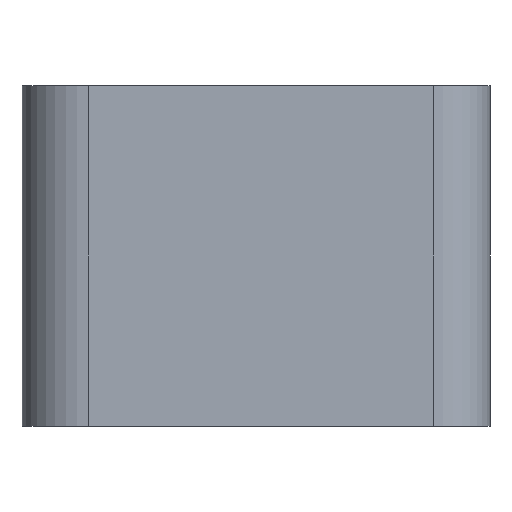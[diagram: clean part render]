
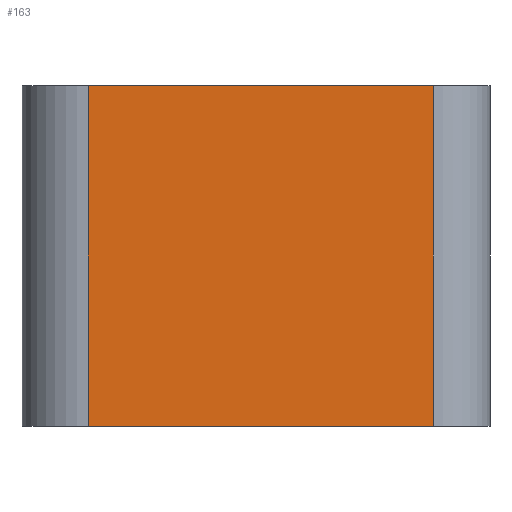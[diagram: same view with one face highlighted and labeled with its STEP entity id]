
A CAD part, front view. The second image highlights one B-rep face of the part: STEP entity #163.
In plain terms, the highlighted planar face has unit normal (0, -1, 0).
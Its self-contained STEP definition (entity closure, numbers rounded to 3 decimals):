
#21 = EDGE_CURVE('',#22,#24,#26,.T.);
#22 = VERTEX_POINT('',#23);
#23 = CARTESIAN_POINT('',(31.974,-136.374,-76.));
#24 = VERTEX_POINT('',#25);
#25 = CARTESIAN_POINT('',(113.062,-136.374,-76.));
#26 = LINE('',#27,#28);
#27 = CARTESIAN_POINT('',(31.974,-136.374,-76.));
#28 = VECTOR('',#29,1.);
#29 = DIRECTION('',(1.,0.,0.));
#163 = ADVANCED_FACE('',(#164),#189,.T.);
#164 = FACE_BOUND('',#165,.T.);
#165 = EDGE_LOOP('',(#166,#167,#175,#183));
#166 = ORIENTED_EDGE('',*,*,#21,.T.);
#167 = ORIENTED_EDGE('',*,*,#168,.F.);
#168 = EDGE_CURVE('',#169,#24,#171,.T.);
#169 = VERTEX_POINT('',#170);
#170 = CARTESIAN_POINT('',(113.062,-136.374,4.));
#171 = LINE('',#172,#173);
#172 = CARTESIAN_POINT('',(113.062,-136.374,0.));
#173 = VECTOR('',#174,1.);
#174 = DIRECTION('',(-0.,-0.,-1.));
#175 = ORIENTED_EDGE('',*,*,#176,.F.);
#176 = EDGE_CURVE('',#177,#169,#179,.T.);
#177 = VERTEX_POINT('',#178);
#178 = CARTESIAN_POINT('',(31.974,-136.374,4.));
#179 = LINE('',#180,#181);
#180 = CARTESIAN_POINT('',(31.974,-136.374,4.));
#181 = VECTOR('',#182,1.);
#182 = DIRECTION('',(1.,0.,0.));
#183 = ORIENTED_EDGE('',*,*,#184,.F.);
#184 = EDGE_CURVE('',#22,#177,#185,.T.);
#185 = LINE('',#186,#187);
#186 = CARTESIAN_POINT('',(31.974,-136.374,0.));
#187 = VECTOR('',#188,1.);
#188 = DIRECTION('',(0.,0.,1.));
#189 = PLANE('',#190);
#190 = AXIS2_PLACEMENT_3D('',#191,#192,#193);
#191 = CARTESIAN_POINT('',(72.518,-136.374,-36.));
#192 = DIRECTION('',(-0.,-1.,-0.));
#193 = DIRECTION('',(0.,0.,-1.));
